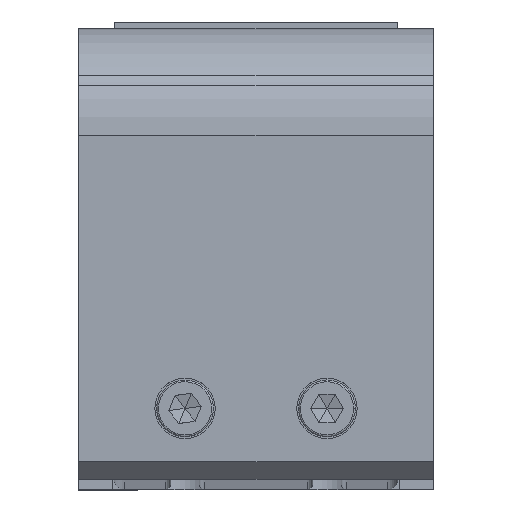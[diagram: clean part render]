
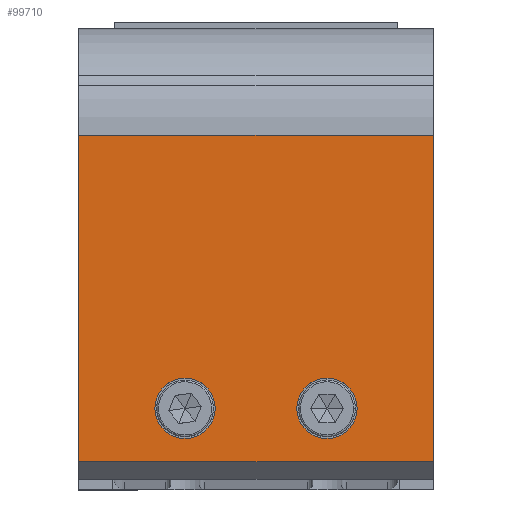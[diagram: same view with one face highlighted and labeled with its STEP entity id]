
A CAD part, top view. The second image highlights one B-rep face of the part: STEP entity #99710.
In plain terms, the highlighted planar face has unit normal (0, 0, 1).
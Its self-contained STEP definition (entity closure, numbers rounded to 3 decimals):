
#33 = AXIS2_PLACEMENT_3D ( 'NONE', #174465, #19686, #112860 ) ;
#2543 = FACE_BOUND ( 'NONE', #165601, .T. ) ;
#5816 = AXIS2_PLACEMENT_3D ( 'NONE', #64979, #173204, #34734 ) ;
#6173 = DIRECTION ( 'NONE',  ( 0., 0., 1. ) ) ;
#9121 = ORIENTED_EDGE ( 'NONE', *, *, #119971, .F. ) ;
#12338 = LINE ( 'NONE', #14321, #64137 ) ;
#14321 = CARTESIAN_POINT ( 'NONE',  ( 201.658, 203.108, 657.202 ) ) ;
#16018 = LINE ( 'NONE', #106166, #16869 ) ;
#16869 = VECTOR ( 'NONE', #29306, 1000. ) ;
#16875 = CARTESIAN_POINT ( 'NONE',  ( 201.658, 295.108, 657.202 ) ) ;
#19686 = DIRECTION ( 'NONE',  ( 0., 0., -1. ) ) ;
#21155 = CARTESIAN_POINT ( 'NONE',  ( 140.158, 218.108, 657.202 ) ) ;
#23748 = VECTOR ( 'NONE', #171418, 1000. ) ;
#25985 = ORIENTED_EDGE ( 'NONE', *, *, #70217, .F. ) ;
#26117 = VERTEX_POINT ( 'NONE', #191343 ) ;
#29306 = DIRECTION ( 'NONE',  ( -1., 0., 0. ) ) ;
#34154 = DIRECTION ( 'NONE',  ( 0., 0., 1. ) ) ;
#34734 = DIRECTION ( 'NONE',  ( 1., 0., 0. ) ) ;
#37712 = CARTESIAN_POINT ( 'NONE',  ( 201.658, 203.108, 657.202 ) ) ;
#48044 = CARTESIAN_POINT ( 'NONE',  ( 101.658, 203.108, 657.202 ) ) ;
#50925 = EDGE_CURVE ( 'NONE', #194045, #186535, #16018, .T. ) ;
#51008 = CARTESIAN_POINT ( 'NONE',  ( 163.158, 218.108, 657.202 ) ) ;
#51094 = PLANE ( 'NONE',  #33 ) ;
#54377 = ORIENTED_EDGE ( 'NONE', *, *, #60403, .F. ) ;
#57573 = CIRCLE ( 'NONE', #5816, 8.5 ) ;
#60184 = CARTESIAN_POINT ( 'NONE',  ( 123.158, 218.108, 657.202 ) ) ;
#60403 = EDGE_CURVE ( 'NONE', #194045, #181418, #75720, .T. ) ;
#62421 = CARTESIAN_POINT ( 'NONE',  ( 131.658, 218.108, 657.202 ) ) ;
#64137 = VECTOR ( 'NONE', #170047, 1000. ) ;
#64402 = DIRECTION ( 'NONE',  ( 1., 0., 0. ) ) ;
#64688 = VERTEX_POINT ( 'NONE', #194513 ) ;
#64979 = CARTESIAN_POINT ( 'NONE',  ( 171.658, 218.108, 657.202 ) ) ;
#67605 = EDGE_LOOP ( 'NONE', ( #153158, #71672 ) ) ;
#70217 = EDGE_CURVE ( 'NONE', #181418, #26117, #12338, .T. ) ;
#71672 = ORIENTED_EDGE ( 'NONE', *, *, #188899, .F. ) ;
#75720 = LINE ( 'NONE', #91882, #160244 ) ;
#76582 = AXIS2_PLACEMENT_3D ( 'NONE', #164081, #178301, #101515 ) ;
#83373 = LINE ( 'NONE', #48044, #23748 ) ;
#91243 = AXIS2_PLACEMENT_3D ( 'NONE', #62421, #34154, #64402 ) ;
#91882 = CARTESIAN_POINT ( 'NONE',  ( 201.658, 203.108, 657.202 ) ) ;
#92382 = AXIS2_PLACEMENT_3D ( 'NONE', #145811, #6173, #115521 ) ;
#98534 = VERTEX_POINT ( 'NONE', #51008 ) ;
#99710 = ADVANCED_FACE ( 'NONE', ( #189609, #2543, #194299 ), #51094, .F. ) ;
#101515 = DIRECTION ( 'NONE',  ( 1., 0., 0. ) ) ;
#104311 = VERTEX_POINT ( 'NONE', #60184 ) ;
#106166 = CARTESIAN_POINT ( 'NONE',  ( 201.658, 295.108, 657.202 ) ) ;
#112860 = DIRECTION ( 'NONE',  ( 0., 1., 0. ) ) ;
#114632 = ORIENTED_EDGE ( 'NONE', *, *, #50925, .T. ) ;
#115521 = DIRECTION ( 'NONE',  ( 1., 0., 0. ) ) ;
#119971 = EDGE_CURVE ( 'NONE', #64688, #98534, #163700, .T. ) ;
#120227 = ORIENTED_EDGE ( 'NONE', *, *, #143094, .T. ) ;
#126823 = CIRCLE ( 'NONE', #91243, 8.5 ) ;
#132962 = EDGE_CURVE ( 'NONE', #98534, #64688, #57573, .T. ) ;
#143094 = EDGE_CURVE ( 'NONE', #186535, #26117, #83373, .T. ) ;
#145811 = CARTESIAN_POINT ( 'NONE',  ( 131.658, 218.108, 657.202 ) ) ;
#150512 = CIRCLE ( 'NONE', #92382, 8.5 ) ;
#153158 = ORIENTED_EDGE ( 'NONE', *, *, #186417, .F. ) ;
#153554 = DIRECTION ( 'NONE',  ( 0., -1., 0. ) ) ;
#160244 = VECTOR ( 'NONE', #153554, 1000. ) ;
#163700 = CIRCLE ( 'NONE', #76582, 8.5 ) ;
#164081 = CARTESIAN_POINT ( 'NONE',  ( 171.658, 218.108, 657.202 ) ) ;
#165601 = EDGE_LOOP ( 'NONE', ( #9121, #174940 ) ) ;
#170047 = DIRECTION ( 'NONE',  ( -1., 0., 0. ) ) ;
#171418 = DIRECTION ( 'NONE',  ( 0., -1., 0. ) ) ;
#173204 = DIRECTION ( 'NONE',  ( 0., 0., 1. ) ) ;
#174465 = CARTESIAN_POINT ( 'NONE',  ( 201.658, 203.108, 657.202 ) ) ;
#174940 = ORIENTED_EDGE ( 'NONE', *, *, #132962, .F. ) ;
#178301 = DIRECTION ( 'NONE',  ( 0., 0., 1. ) ) ;
#179630 = VERTEX_POINT ( 'NONE', #21155 ) ;
#181418 = VERTEX_POINT ( 'NONE', #37712 ) ;
#183325 = CARTESIAN_POINT ( 'NONE',  ( 101.658, 295.108, 657.202 ) ) ;
#186417 = EDGE_CURVE ( 'NONE', #179630, #104311, #126823, .T. ) ;
#186535 = VERTEX_POINT ( 'NONE', #183325 ) ;
#188899 = EDGE_CURVE ( 'NONE', #104311, #179630, #150512, .T. ) ;
#189609 = FACE_BOUND ( 'NONE', #67605, .T. ) ;
#191343 = CARTESIAN_POINT ( 'NONE',  ( 101.658, 203.108, 657.202 ) ) ;
#194045 = VERTEX_POINT ( 'NONE', #16875 ) ;
#194299 = FACE_OUTER_BOUND ( 'NONE', #195528, .T. ) ;
#194513 = CARTESIAN_POINT ( 'NONE',  ( 180.158, 218.108, 657.202 ) ) ;
#195528 = EDGE_LOOP ( 'NONE', ( #120227, #25985, #54377, #114632 ) ) ;
